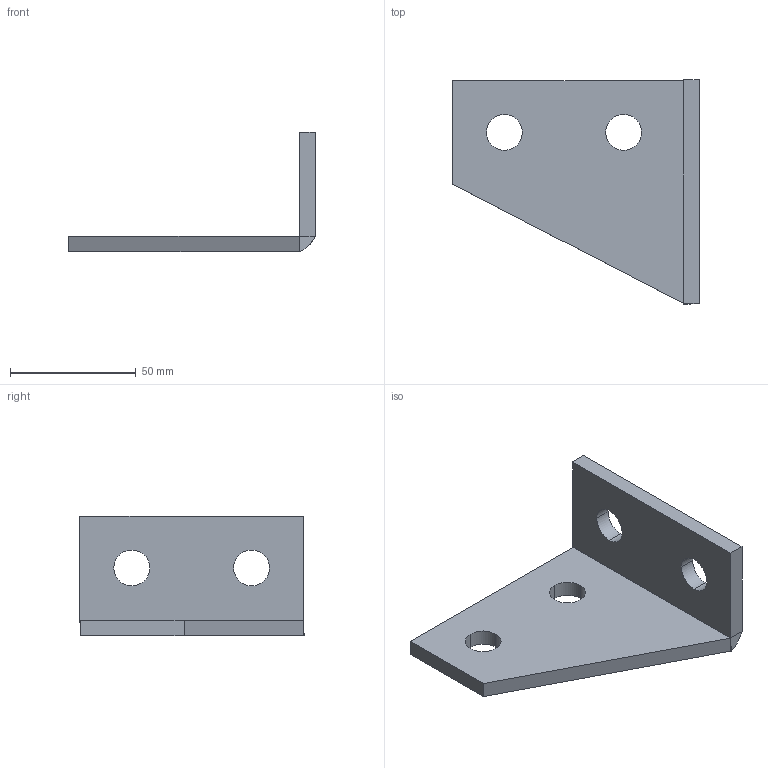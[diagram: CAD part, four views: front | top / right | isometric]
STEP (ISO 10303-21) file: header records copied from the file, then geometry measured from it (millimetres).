
FILE_DESCRIPTION(('TurboCAD Mac Pro'),'Build 980');
FILE_NAME('P1291.stp',' ',(''),(''),'ACIS Interop','IMSI','TurboCAD Mac Pro BY IMSI, INCORPORATED');
FILE_SCHEMA(('automotive_design'));
Length unit declared in the file: inch
Products named in the file (1): 1
Bounding box: 98.14 x 89.19 x 47.72 mm (x, y, z)
Volume: 59346.7 mm3; surface area: 23148.5 mm2
Topology: 1 solids, 1 shells, 34 faces, 82 edges, 50 vertices
Faces by surface type: plane 17, bspline 16, cylinder 1
Entity records: 1365 total; most frequent: CARTESIAN_POINT 375, ORIENTED_EDGE 164, DIRECTION 91, EDGE_CURVE 82, VERTEX_POINT 50, LINE 47, VECTOR 47, EDGE_LOOP 42
